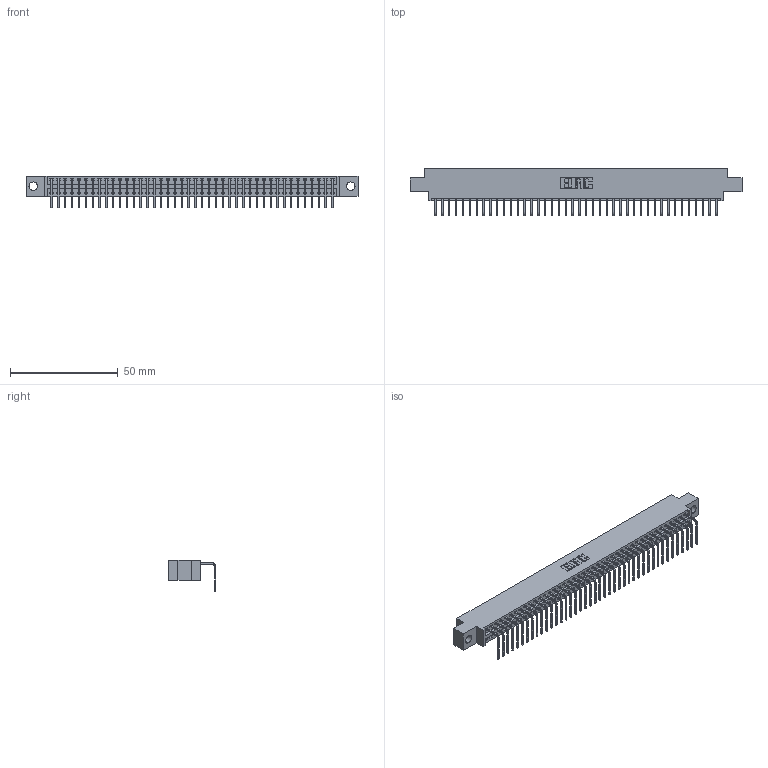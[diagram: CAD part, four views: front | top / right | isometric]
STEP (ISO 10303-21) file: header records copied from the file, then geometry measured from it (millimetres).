
FILE_DESCRIPTION (( 'STEP AP203' ), '1' );
FILE_NAME ('396-042-558-604.STEP', '2018-09-07T01:16:29', ( '' ), ( '' ), 'SwSTEP 2.0', 'SolidWorks 2016', '' );
FILE_SCHEMA (( 'CONFIG_CONTROL_DESIGN' ));
Length unit declared in the file: inch
Products named in the file (3): 396-042-558-604; 346 Part_0.170 Offset - 0.156 Dia-TH; 345-292-001_558 Tail - 2
Assembly tree (43 placements, depth 2):
  396-042-558-604
    346 Part_0.170 Offset - 0.156 Dia-TH
    345-292-001_558 Tail - 2  x42
Bounding box: 153.92 x 22.16 x 14.73 mm (x, y, z)
Volume: 14631.4 mm3; surface area: 19087.5 mm2
Topology: 43 solids, 43 shells, 2646 faces, 7985 edges, 5266 vertices
Faces by surface type: plane 1844, cylinder 802
Entity records: 26285 total; most frequent: CARTESIAN_POINT 4514, ORIENTED_EDGE 4490, DIRECTION 3981, EDGE_CURVE 2245, LINE 1945, VECTOR 1945, VERTEX_POINT 1494, AXIS2_PLACEMENT_3D 1018
